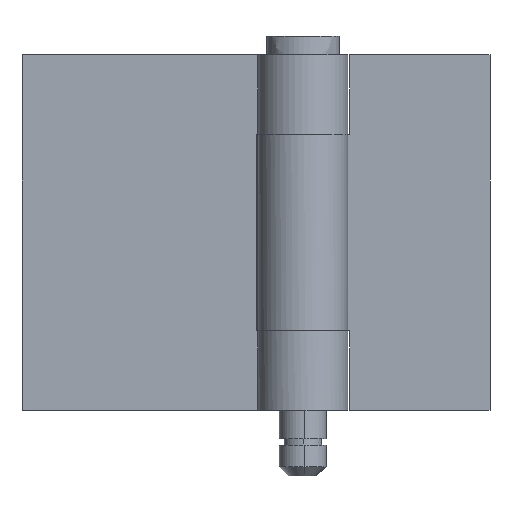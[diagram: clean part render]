
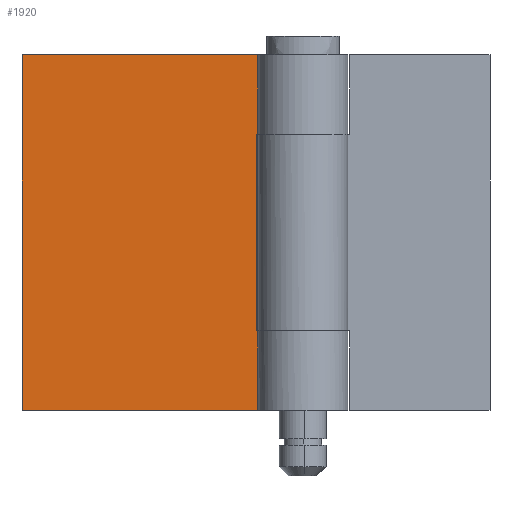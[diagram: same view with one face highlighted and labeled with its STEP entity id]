
A CAD part, front view. The second image highlights one B-rep face of the part: STEP entity #1920.
In plain terms, the highlighted free-form (B-spline) face has degree [1, 1] with [2, 2] control points.
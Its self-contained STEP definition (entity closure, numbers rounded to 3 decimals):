
#1444=CARTESIAN_POINT('',(-5.0,2.5,8.5));
#1445=VERTEX_POINT('',#1444);
#1446=CARTESIAN_POINT('',(0.,2.5,8.5));
#1447=VERTEX_POINT('',#1446);
#1448=CARTESIAN_POINT('',(-5.0,2.5,8.5));
#1449=CARTESIAN_POINT('',(0.,2.5,8.5));
#1450=QUASI_UNIFORM_CURVE('',1,(#1448,#1449),.UNSPECIFIED.,.F.,.U.);
#1451=EDGE_CURVE('',#1445,#1447,#1450,.T.);
#1552=CARTESIAN_POINT('',(0.,2.5,29.5));
#1553=VERTEX_POINT('',#1552);
#1573=CARTESIAN_POINT('',(-5.0,2.5,29.5));
#1574=VERTEX_POINT('',#1573);
#1575=CARTESIAN_POINT('',(0.,2.5,29.5));
#1576=CARTESIAN_POINT('',(-5.0,2.5,29.5));
#1577=QUASI_UNIFORM_CURVE('',1,(#1575,#1576),.UNSPECIFIED.,.F.,.U.);
#1578=EDGE_CURVE('',#1553,#1574,#1577,.T.);
#1600=CARTESIAN_POINT('',(-5.0,2.5,29.5));
#1601=CARTESIAN_POINT('',(-5.0,2.5,8.5));
#1602=QUASI_UNIFORM_CURVE('',1,(#1600,#1601),.UNSPECIFIED.,.F.,.U.);
#1603=EDGE_CURVE('',#1574,#1445,#1602,.T.);
#1620=CARTESIAN_POINT('',(0.,2.5,0.0));
#1621=VERTEX_POINT('',#1620);
#1622=CARTESIAN_POINT('',(-30.0,2.5,0.0));
#1623=VERTEX_POINT('',#1622);
#1624=CARTESIAN_POINT('',(0.,2.5,0.0));
#1625=CARTESIAN_POINT('',(-30.0,2.5,0.0));
#1626=QUASI_UNIFORM_CURVE('',1,(#1624,#1625),.UNSPECIFIED.,.F.,.U.);
#1627=EDGE_CURVE('',#1621,#1623,#1626,.T.);
#1698=CARTESIAN_POINT('',(0.,2.5,38.0));
#1699=VERTEX_POINT('',#1698);
#1700=CARTESIAN_POINT('',(-30.0,2.5,38.0));
#1701=VERTEX_POINT('',#1700);
#1702=CARTESIAN_POINT('',(0.,2.5,38.0));
#1703=CARTESIAN_POINT('',(-30.0,2.5,38.0));
#1704=QUASI_UNIFORM_CURVE('',1,(#1702,#1703),.UNSPECIFIED.,.F.,.U.);
#1705=EDGE_CURVE('',#1699,#1701,#1704,.T.);
#1799=CARTESIAN_POINT('',(0.,2.5,8.5));
#1800=CARTESIAN_POINT('',(0.,2.5,0.0));
#1801=QUASI_UNIFORM_CURVE('',1,(#1799,#1800),.UNSPECIFIED.,.F.,.U.);
#1802=EDGE_CURVE('',#1447,#1621,#1801,.T.);
#1891=CARTESIAN_POINT('',(-30.0,2.5,38.0));
#1892=CARTESIAN_POINT('',(-30.0,2.5,0.0));
#1893=QUASI_UNIFORM_CURVE('',1,(#1891,#1892),.UNSPECIFIED.,.F.,.U.);
#1894=EDGE_CURVE('',#1701,#1623,#1893,.T.);
#1901=CARTESIAN_POINT('',(-31.498,2.5,39.898));
#1902=CARTESIAN_POINT('',(-31.498,2.5,-1.898));
#1903=CARTESIAN_POINT('',(1.499,2.5,39.898));
#1904=CARTESIAN_POINT('',(1.499,2.5,-1.898));
#1905=B_SPLINE_SURFACE_WITH_KNOTS('',1,1,((#1901,#1903),(#1902,#1904)),.UNSPECIFIED.,.F.,.F.,.U.,(2,2),(2,2),(0.0,41.796),(0.0,32.997),.UNSPECIFIED.);
#1906=ORIENTED_EDGE('',*,*,#1578,.F.);
#1907=CARTESIAN_POINT('',(0.,2.5,38.0));
#1908=CARTESIAN_POINT('',(0.,2.5,29.5));
#1909=QUASI_UNIFORM_CURVE('',1,(#1907,#1908),.UNSPECIFIED.,.F.,.U.);
#1910=EDGE_CURVE('',#1699,#1553,#1909,.T.);
#1911=ORIENTED_EDGE('',*,*,#1910,.F.);
#1912=ORIENTED_EDGE('',*,*,#1705,.T.);
#1913=ORIENTED_EDGE('',*,*,#1894,.T.);
#1914=ORIENTED_EDGE('',*,*,#1627,.F.);
#1915=ORIENTED_EDGE('',*,*,#1802,.F.);
#1916=ORIENTED_EDGE('',*,*,#1451,.F.);
#1917=ORIENTED_EDGE('',*,*,#1603,.F.);
#1918=EDGE_LOOP('',(#1906,#1911,#1912,#1913,#1914,#1915,#1916,#1917));
#1919=FACE_OUTER_BOUND('',#1918,.T.);
#1920=ADVANCED_FACE('',(#1919),#1905,.T.);
